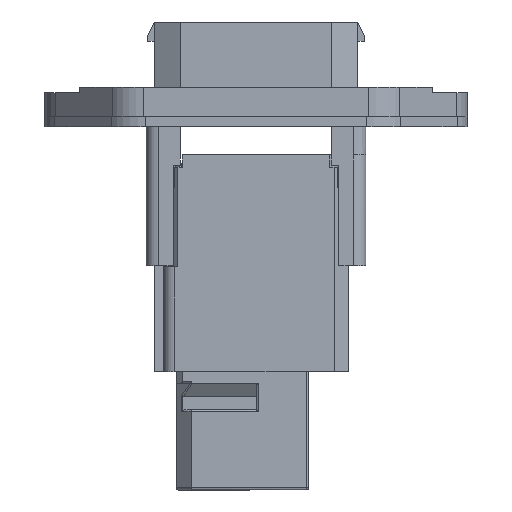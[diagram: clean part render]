
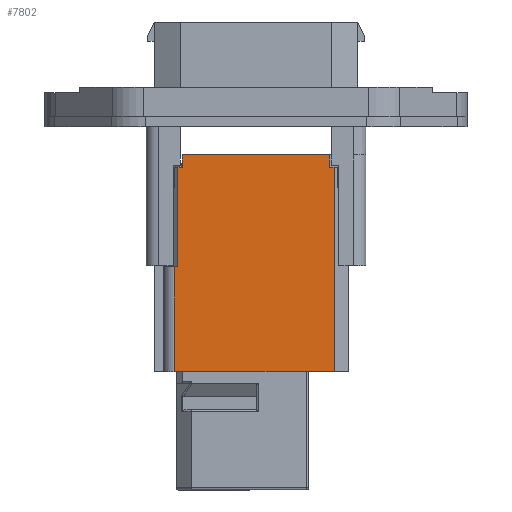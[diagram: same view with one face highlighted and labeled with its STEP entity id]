
A CAD part, left-side view. The second image highlights one B-rep face of the part: STEP entity #7802.
In plain terms, the highlighted planar face has unit normal (-1, 0, 0).
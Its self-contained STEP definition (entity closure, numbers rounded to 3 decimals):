
#7734=AXIS2_PLACEMENT_3D('Plane Axis2P3D',#7731,#7732,#7733) ;
#6893=CARTESIAN_POINT('Vertex',(2.1,13.7,32.06)) ;
#6896=CARTESIAN_POINT('Line Origine',(2.1,13.475,32.06)) ;
#6900=CARTESIAN_POINT('Vertex',(2.1,13.25,32.06)) ;
#7716=CARTESIAN_POINT('Vertex',(2.1,13.7,33.26)) ;
#7719=CARTESIAN_POINT('Line Origine',(2.1,13.7,32.66)) ;
#7731=CARTESIAN_POINT('Axis2P3D Location',(2.1,21.,33.26)) ;
#7736=CARTESIAN_POINT('Line Origine',(2.1,29.05,16.96)) ;
#7740=CARTESIAN_POINT('Vertex',(2.1,29.05,22.16)) ;
#7742=CARTESIAN_POINT('Vertex',(2.1,29.05,11.76)) ;
#7745=CARTESIAN_POINT('Line Origine',(2.1,21.15,11.76)) ;
#7749=CARTESIAN_POINT('Vertex',(2.1,13.25,11.76)) ;
#7752=CARTESIAN_POINT('Line Origine',(2.1,13.25,21.91)) ;
#7757=CARTESIAN_POINT('Line Origine',(2.1,21.,33.26)) ;
#7761=CARTESIAN_POINT('Vertex',(2.1,28.3,33.26)) ;
#7764=CARTESIAN_POINT('Line Origine',(2.1,28.3,32.66)) ;
#7768=CARTESIAN_POINT('Vertex',(2.1,28.3,32.06)) ;
#7771=CARTESIAN_POINT('Line Origine',(2.1,28.525,32.06)) ;
#7775=CARTESIAN_POINT('Vertex',(2.1,28.75,32.06)) ;
#7778=CARTESIAN_POINT('Line Origine',(2.1,28.75,27.11)) ;
#7782=CARTESIAN_POINT('Vertex',(2.1,28.75,22.16)) ;
#7785=CARTESIAN_POINT('Line Origine',(2.1,28.9,22.16)) ;
#6897=DIRECTION('Vector Direction',(0.,-1.,0.)) ;
#7720=DIRECTION('Vector Direction',(0.,0.,-1.)) ;
#7732=DIRECTION('Axis2P3D Direction',(-1.,0.,0.)) ;
#7733=DIRECTION('Axis2P3D XDirection',(0.,1.,0.)) ;
#7737=DIRECTION('Vector Direction',(0.,0.,-1.)) ;
#7746=DIRECTION('Vector Direction',(0.,1.,0.)) ;
#7753=DIRECTION('Vector Direction',(0.,0.,-1.)) ;
#7758=DIRECTION('Vector Direction',(0.,1.,0.)) ;
#7765=DIRECTION('Vector Direction',(0.,0.,-1.)) ;
#7772=DIRECTION('Vector Direction',(0.,1.,0.)) ;
#7779=DIRECTION('Vector Direction',(0.,0.,-1.)) ;
#7786=DIRECTION('Vector Direction',(0.,1.,0.)) ;
#6898=VECTOR('Line Direction',#6897,1.) ;
#7721=VECTOR('Line Direction',#7720,1.) ;
#7738=VECTOR('Line Direction',#7737,1.) ;
#7747=VECTOR('Line Direction',#7746,1.) ;
#7754=VECTOR('Line Direction',#7753,1.) ;
#7759=VECTOR('Line Direction',#7758,1.) ;
#7766=VECTOR('Line Direction',#7765,1.) ;
#7773=VECTOR('Line Direction',#7772,1.) ;
#7780=VECTOR('Line Direction',#7779,1.) ;
#7787=VECTOR('Line Direction',#7786,1.) ;
#7791=ORIENTED_EDGE('',*,*,#7744,.T.) ;
#7792=ORIENTED_EDGE('',*,*,#7751,.F.) ;
#7793=ORIENTED_EDGE('',*,*,#7756,.F.) ;
#7794=ORIENTED_EDGE('',*,*,#6902,.F.) ;
#7795=ORIENTED_EDGE('',*,*,#7723,.F.) ;
#7796=ORIENTED_EDGE('',*,*,#7763,.T.) ;
#7797=ORIENTED_EDGE('',*,*,#7770,.T.) ;
#7798=ORIENTED_EDGE('',*,*,#7777,.T.) ;
#7799=ORIENTED_EDGE('',*,*,#7784,.T.) ;
#7800=ORIENTED_EDGE('',*,*,#7789,.F.) ;
#7802=ADVANCED_FACE('63186_SAI_GHDE_2M12_2S_L.1\\AR_FHGH_RJ45_V14_MT.1\\Hauptk\X2\00F6\X0\rper',(#7801),#7735,.T.) ;
#6902=EDGE_CURVE('',#6894,#6901,#6899,.T.) ;
#7723=EDGE_CURVE('',#7717,#6894,#7722,.T.) ;
#7744=EDGE_CURVE('',#7741,#7743,#7739,.T.) ;
#7751=EDGE_CURVE('',#7750,#7743,#7748,.T.) ;
#7756=EDGE_CURVE('',#6901,#7750,#7755,.T.) ;
#7763=EDGE_CURVE('',#7717,#7762,#7760,.T.) ;
#7770=EDGE_CURVE('',#7762,#7769,#7767,.T.) ;
#7777=EDGE_CURVE('',#7769,#7776,#7774,.T.) ;
#7784=EDGE_CURVE('',#7776,#7783,#7781,.T.) ;
#7789=EDGE_CURVE('',#7741,#7783,#7788,.F.) ;
#7790=EDGE_LOOP('',(#7791,#7792,#7793,#7794,#7795,#7796,#7797,#7798,#7799,#7800)) ;
#7801=FACE_OUTER_BOUND('',#7790,.T.) ;
#6899=LINE('Line',#6896,#6898) ;
#7722=LINE('Line',#7719,#7721) ;
#7739=LINE('Line',#7736,#7738) ;
#7748=LINE('Line',#7745,#7747) ;
#7755=LINE('Line',#7752,#7754) ;
#7760=LINE('Line',#7757,#7759) ;
#7767=LINE('Line',#7764,#7766) ;
#7774=LINE('Line',#7771,#7773) ;
#7781=LINE('Line',#7778,#7780) ;
#7788=LINE('Line',#7785,#7787) ;
#7735=PLANE('',#7734) ;
#6894=VERTEX_POINT('',#6893) ;
#6901=VERTEX_POINT('',#6900) ;
#7717=VERTEX_POINT('',#7716) ;
#7741=VERTEX_POINT('',#7740) ;
#7743=VERTEX_POINT('',#7742) ;
#7750=VERTEX_POINT('',#7749) ;
#7762=VERTEX_POINT('',#7761) ;
#7769=VERTEX_POINT('',#7768) ;
#7776=VERTEX_POINT('',#7775) ;
#7783=VERTEX_POINT('',#7782) ;
